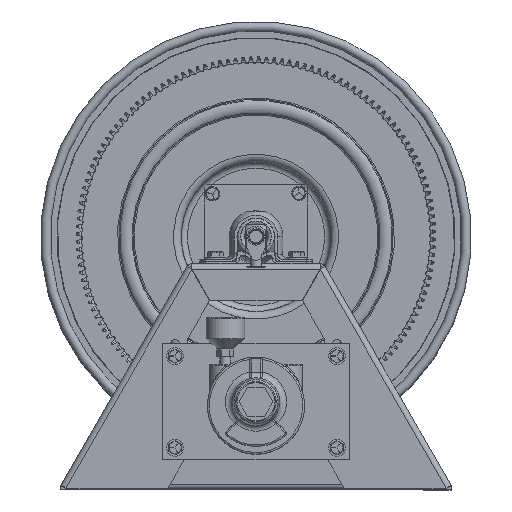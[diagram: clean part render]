
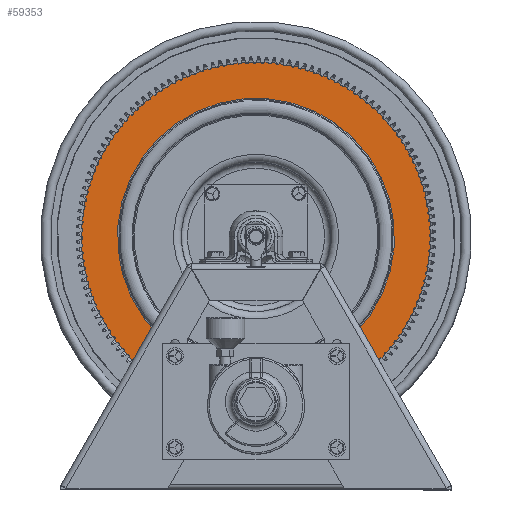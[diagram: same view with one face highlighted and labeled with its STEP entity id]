
A CAD part, top view. The second image highlights one B-rep face of the part: STEP entity #59353.
In plain terms, the highlighted planar face has unit normal (0, 0, 1).
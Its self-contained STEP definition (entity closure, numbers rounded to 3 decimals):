
#1341=FACE_BOUND('',#7905,.T.);
#3822=PLANE('',#63020);
#4968=FACE_OUTER_BOUND('',#7904,.T.);
#7904=EDGE_LOOP('',(#41319,#41320));
#7905=EDGE_LOOP('',(#41321,#41322));
#19459=CIRCLE('',#63017,5.667);
#19461=CIRCLE('',#63019,5.667);
#19462=CIRCLE('',#63021,7.159);
#19463=CIRCLE('',#63022,7.159);
#23039=VERTEX_POINT('',#90560);
#23040=VERTEX_POINT('',#90561);
#23041=VERTEX_POINT('',#90566);
#23042=VERTEX_POINT('',#90567);
#30471=EDGE_CURVE('',#23039,#23040,#19459,.T.);
#30473=EDGE_CURVE('',#23040,#23039,#19461,.T.);
#30474=EDGE_CURVE('',#23041,#23042,#19462,.T.);
#30475=EDGE_CURVE('',#23042,#23041,#19463,.T.);
#41319=ORIENTED_EDGE('',*,*,#30474,.T.);
#41320=ORIENTED_EDGE('',*,*,#30475,.T.);
#41321=ORIENTED_EDGE('',*,*,#30471,.F.);
#41322=ORIENTED_EDGE('',*,*,#30473,.F.);
#59353=ADVANCED_FACE('',(#4968,#1341),#3822,.T.);
#63017=AXIS2_PLACEMENT_3D('',#90562,#70331,#70332);
#63019=AXIS2_PLACEMENT_3D('',#90564,#70335,#70336);
#63020=AXIS2_PLACEMENT_3D('',#90565,#70337,#70338);
#63021=AXIS2_PLACEMENT_3D('',#90568,#70339,#70340);
#63022=AXIS2_PLACEMENT_3D('',#90569,#70341,#70342);
#70331=DIRECTION('center_axis',(0.,0.,
1.));
#70332=DIRECTION('ref_axis',(0.712,-0.702,0.));
#70335=DIRECTION('center_axis',(0.,0.,
1.));
#70336=DIRECTION('ref_axis',(0.712,-0.702,0.));
#70337=DIRECTION('center_axis',(0.,0.,
1.));
#70338=DIRECTION('ref_axis',(-0.702,-0.712,0.));
#70339=DIRECTION('center_axis',(0.,0.,
1.));
#70340=DIRECTION('ref_axis',(0.712,-0.702,0.));
#70341=DIRECTION('center_axis',(0.,0.,
1.));
#70342=DIRECTION('ref_axis',(0.712,-0.702,0.));
#90560=CARTESIAN_POINT('',(4.034,-2.762,14.048));
#90561=CARTESIAN_POINT('',(3.98,5.252,14.048));
#90562=CARTESIAN_POINT('Origin',(0.,1.218,14.048));
#90564=CARTESIAN_POINT('Origin',(0.,1.218,14.048));
#90565=CARTESIAN_POINT('Origin',(4.565,-3.286,14.048));
#90566=CARTESIAN_POINT('',(5.096,-3.81,14.048));
#90567=CARTESIAN_POINT('',(5.028,6.315,14.048));
#90568=CARTESIAN_POINT('Origin',(0.,1.218,14.048));
#90569=CARTESIAN_POINT('Origin',(0.,1.218,14.048));
